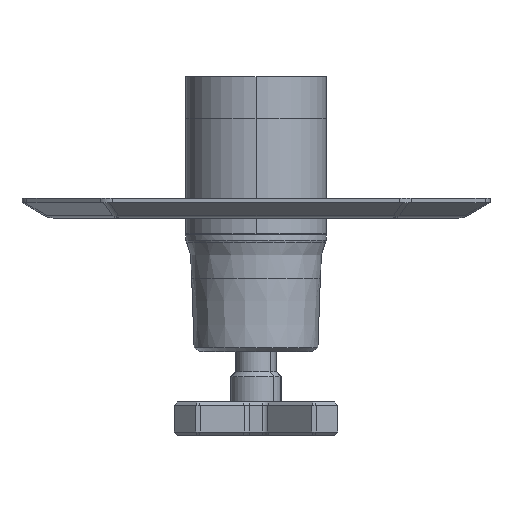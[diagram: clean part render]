
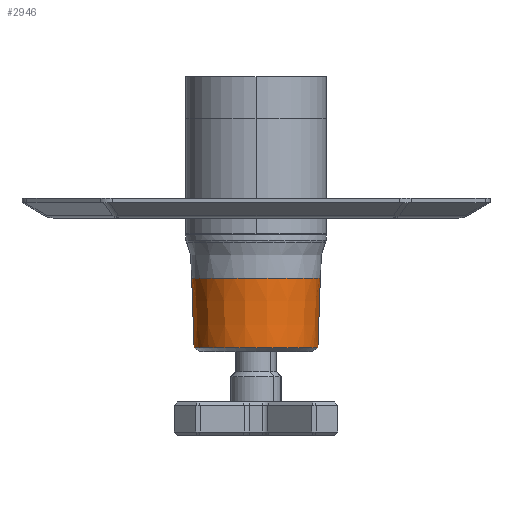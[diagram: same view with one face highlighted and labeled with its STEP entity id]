
A CAD part, front view. The second image highlights one B-rep face of the part: STEP entity #2946.
In plain terms, the highlighted conical face has half-angle 2 degrees and reference radius 19.25 mm.
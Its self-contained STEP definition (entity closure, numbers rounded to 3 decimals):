
#112 = CARTESIAN_POINT ( 'NONE',  ( -14.503, -52.721, -44.615 ) ) ;
#278 = CARTESIAN_POINT ( 'NONE',  ( -18.267, -46.203, -44.615 ) ) ;
#1339 = CARTESIAN_POINT ( 'NONE',  ( 14.503, -52.721, -44.615 ) ) ;
#1509 = CARTESIAN_POINT ( 'NONE',  ( 12.721, -54.503, -44.615 ) ) ;
#1843 = CARTESIAN_POINT ( 'NONE',  ( 19.25, -41.26, -44.615 ) ) ;
#2005 = CARTESIAN_POINT ( 'NONE',  ( -1.26, -59.25, -44.615 ) ) ;
#2105 = ORIENTED_EDGE ( 'NONE', *, *, #10520, .T. ) ;
#2170 = CARTESIAN_POINT ( 'NONE',  ( -11.742, -55.306, -44.615 ) ) ;
#2423 = CARTESIAN_POINT ( 'NONE',  ( -19.25, -40., -44.615 ) ) ;
#2643 = DIRECTION ( 'NONE',  ( 0., 0., 1. ) ) ;
#2651 = VECTOR ( 'NONE', #30108, 1000. ) ;
#2946 = ADVANCED_FACE ( 'NONE', ( #31080 ), #23618, .T. ) ;
#3787 = CARTESIAN_POINT ( 'NONE',  ( 18.523, -40., -65.436 ) ) ;
#4553 = CARTESIAN_POINT ( 'NONE',  ( 19.126, -42.52, -44.615 ) ) ;
#5226 = CARTESIAN_POINT ( 'NONE',  ( -16.706, -49.647, -44.615 ) ) ;
#5318 = LINE ( 'NONE', #2423, #14242 ) ;
#5412 = CARTESIAN_POINT ( 'NONE',  ( -19.25, -40., -44.615 ) ) ;
#5416 = AXIS2_PLACEMENT_3D ( 'NONE', #5454, #12920, #13089 ) ;
#5454 = CARTESIAN_POINT ( 'NONE',  ( 0., -40., -44.615 ) ) ;
#6517 = CIRCLE ( 'NONE', #7568, 18.523 ) ;
#6971 = CARTESIAN_POINT ( 'NONE',  ( 6.203, -58.267, -44.615 ) ) ;
#7566 = B_SPLINE_CURVE_WITH_KNOTS ( 'NONE', 3,
 ( #9511, #1843, #4553, #14911, #14433, #9185, #33094, #19875, #1339, #1509, #24882, #9356, #19716, #6971, #17319, #9680, #20052, #2005, #12383, #22804, #9845, #28630, #33599, #2170, #15411, #112, #30858, #5226, #20897, #278, #25538, #15578, #17637, #28123 ),
 .UNSPECIFIED., .F., .F.,
 ( 4, 2, 2, 2, 2, 2, 2, 2, 2, 2, 2, 2, 2, 2, 2, 2, 4 ),
 ( 0., 0.063, 0.125, 0.188, 0.25, 0.313, 0.375, 0.438, 0.5, 0.563, 0.625, 0.688, 0.75, 0.812, 0.875, 0.938, 1. ),
 .UNSPECIFIED. ) ;
#7568 = AXIS2_PLACEMENT_3D ( 'NONE', #10980, #2643, #8100 ) ;
#8100 = DIRECTION ( 'NONE',  ( 1., 0., 0. ) ) ;
#9185 = CARTESIAN_POINT ( 'NONE',  ( 17.303, -48.531, -44.615 ) ) ;
#9356 = CARTESIAN_POINT ( 'NONE',  ( 9.647, -56.706, -44.615 ) ) ;
#9511 = CARTESIAN_POINT ( 'NONE',  ( 19.25, -40., -44.615 ) ) ;
#9624 = ORIENTED_EDGE ( 'NONE', *, *, #18942, .T. ) ;
#9680 = CARTESIAN_POINT ( 'NONE',  ( 2.52, -59.126, -44.615 ) ) ;
#9845 = CARTESIAN_POINT ( 'NONE',  ( -6.203, -58.267, -44.615 ) ) ;
#10520 = EDGE_CURVE ( 'NONE', #30986, #16417, #6517, .T. ) ;
#10871 = EDGE_CURVE ( 'NONE', #12647, #24201, #7566, .T. ) ;
#10980 = CARTESIAN_POINT ( 'NONE',  ( 0., -40., -65.436 ) ) ;
#11963 = LINE ( 'NONE', #20126, #2651 ) ;
#12383 = CARTESIAN_POINT ( 'NONE',  ( -2.52, -59.126, -44.615 ) ) ;
#12647 = VERTEX_POINT ( 'NONE', #27127 ) ;
#12920 = DIRECTION ( 'NONE',  ( 0., 0., 1. ) ) ;
#13089 = DIRECTION ( 'NONE',  ( 1., 0., 0. ) ) ;
#14242 = VECTOR ( 'NONE', #25616, 1000. ) ;
#14433 = CARTESIAN_POINT ( 'NONE',  ( 18.267, -46.203, -44.615 ) ) ;
#14911 = CARTESIAN_POINT ( 'NONE',  ( 18.634, -44.991, -44.615 ) ) ;
#15411 = CARTESIAN_POINT ( 'NONE',  ( -12.721, -54.503, -44.615 ) ) ;
#15578 = CARTESIAN_POINT ( 'NONE',  ( -19.126, -42.52, -44.615 ) ) ;
#16417 = VERTEX_POINT ( 'NONE', #3787 ) ;
#16527 = EDGE_CURVE ( 'NONE', #30986, #24201, #5318, .T. ) ;
#17319 = CARTESIAN_POINT ( 'NONE',  ( 4.991, -58.634, -44.615 ) ) ;
#17637 = CARTESIAN_POINT ( 'NONE',  ( -19.25, -41.26, -44.615 ) ) ;
#18942 = EDGE_CURVE ( 'NONE', #16417, #12647, #11963, .T. ) ;
#19716 = CARTESIAN_POINT ( 'NONE',  ( 8.531, -57.303, -44.615 ) ) ;
#19875 = CARTESIAN_POINT ( 'NONE',  ( 15.306, -51.742, -44.615 ) ) ;
#20052 = CARTESIAN_POINT ( 'NONE',  ( 1.26, -59.25, -44.615 ) ) ;
#20126 = CARTESIAN_POINT ( 'NONE',  ( 19.25, -40., -44.615 ) ) ;
#20897 = CARTESIAN_POINT ( 'NONE',  ( -17.303, -48.531, -44.615 ) ) ;
#22804 = CARTESIAN_POINT ( 'NONE',  ( -4.991, -58.634, -44.615 ) ) ;
#23044 = EDGE_LOOP ( 'NONE', ( #24531, #2105, #9624, #33549 ) ) ;
#23618 = CONICAL_SURFACE ( 'NONE', #5416, 19.25, 0.035 ) ;
#24201 = VERTEX_POINT ( 'NONE', #5412 ) ;
#24531 = ORIENTED_EDGE ( 'NONE', *, *, #16527, .F. ) ;
#24882 = CARTESIAN_POINT ( 'NONE',  ( 11.742, -55.306, -44.615 ) ) ;
#25538 = CARTESIAN_POINT ( 'NONE',  ( -18.634, -44.991, -44.615 ) ) ;
#25616 = DIRECTION ( 'NONE',  ( -0.035, 0., 0.999 ) ) ;
#27127 = CARTESIAN_POINT ( 'NONE',  ( 19.25, -40., -44.615 ) ) ;
#28123 = CARTESIAN_POINT ( 'NONE',  ( -19.25, -40., -44.615 ) ) ;
#28630 = CARTESIAN_POINT ( 'NONE',  ( -8.531, -57.303, -44.615 ) ) ;
#30108 = DIRECTION ( 'NONE',  ( 0.035, 0., 0.999 ) ) ;
#30537 = CARTESIAN_POINT ( 'NONE',  ( -18.523, -40., -65.436 ) ) ;
#30858 = CARTESIAN_POINT ( 'NONE',  ( -15.306, -51.742, -44.615 ) ) ;
#30986 = VERTEX_POINT ( 'NONE', #30537 ) ;
#31080 = FACE_OUTER_BOUND ( 'NONE', #23044, .T. ) ;
#33094 = CARTESIAN_POINT ( 'NONE',  ( 16.706, -49.647, -44.615 ) ) ;
#33549 = ORIENTED_EDGE ( 'NONE', *, *, #10871, .T. ) ;
#33599 = CARTESIAN_POINT ( 'NONE',  ( -9.647, -56.706, -44.615 ) ) ;
